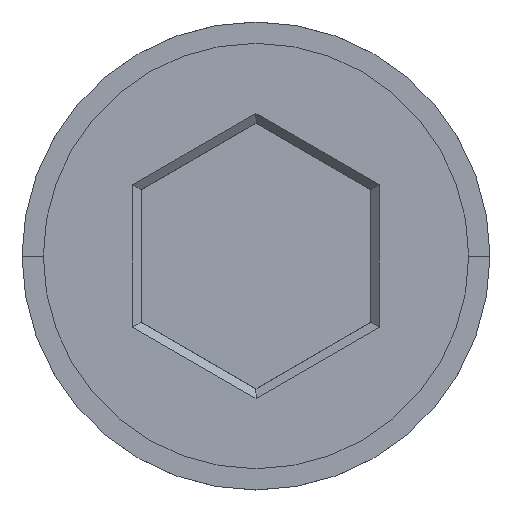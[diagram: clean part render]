
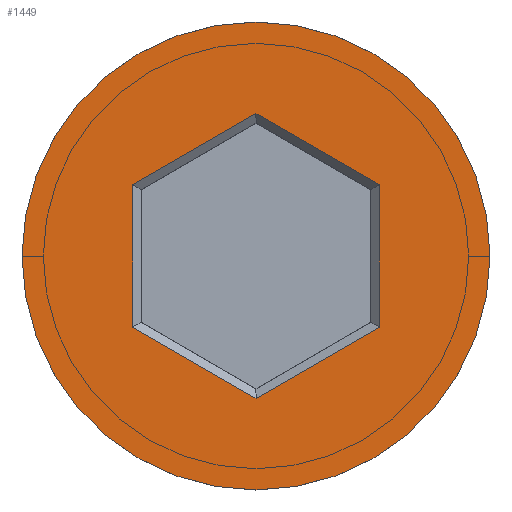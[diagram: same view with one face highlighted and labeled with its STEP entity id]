
A CAD part, top view. The second image highlights one B-rep face of the part: STEP entity #1449.
In plain terms, the highlighted planar face has unit normal (0, 0, 1).
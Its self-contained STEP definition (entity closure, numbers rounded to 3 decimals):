
#66 = CARTESIAN_POINT ( 'NONE',  ( 0., -3.349, 0. ) ) ;
#71 = ORIENTED_EDGE ( 'NONE', *, *, #208, .T. ) ;
#80 = ORIENTED_EDGE ( 'NONE', *, *, #674, .T. ) ;
#105 = LINE ( 'NONE', #545, #1431 ) ;
#138 = DIRECTION ( 'NONE',  ( 1., 0., 0. ) ) ;
#154 = ORIENTED_EDGE ( 'NONE', *, *, #1318, .T. ) ;
#164 = DIRECTION ( 'NONE',  ( 1., 0., 0. ) ) ;
#177 = ORIENTED_EDGE ( 'NONE', *, *, #975, .T. ) ;
#179 = DIRECTION ( 'NONE',  ( 0., 0., 1. ) ) ;
#186 = VERTEX_POINT ( 'NONE', #706 ) ;
#208 = EDGE_CURVE ( 'NONE', #1056, #261, #810, .T. ) ;
#216 = ORIENTED_EDGE ( 'NONE', *, *, #519, .T. ) ;
#220 = AXIS2_PLACEMENT_3D ( 'NONE', #293, #739, #138 ) ;
#240 = CARTESIAN_POINT ( 'NONE',  ( 2.9, 1.674, 0. ) ) ;
#261 = VERTEX_POINT ( 'NONE', #1248 ) ;
#293 = CARTESIAN_POINT ( 'NONE',  ( 0., 0., 0. ) ) ;
#319 = CARTESIAN_POINT ( 'NONE',  ( 0.1, -3.291, 0. ) ) ;
#407 = CARTESIAN_POINT ( 'NONE',  ( -2.9, -1.674, 0. ) ) ;
#409 = VERTEX_POINT ( 'NONE', #497 ) ;
#431 = DIRECTION ( 'NONE',  ( -0.866, 0.5, 0. ) ) ;
#440 = EDGE_LOOP ( 'NONE', ( #1304, #71, #643, #714, #154, #80 ) ) ;
#445 = VECTOR ( 'NONE', #1365, 1000. ) ;
#466 = CARTESIAN_POINT ( 'NONE',  ( -2.9, 1.559, 0. ) ) ;
#483 = AXIS2_PLACEMENT_3D ( 'NONE', #740, #1368, #164 ) ;
#492 = EDGE_CURVE ( 'NONE', #1041, #1056, #105, .T. ) ;
#497 = CARTESIAN_POINT ( 'NONE',  ( 5.5, 0., 0. ) ) ;
#515 = AXIS2_PLACEMENT_3D ( 'NONE', #865, #179, #960 ) ;
#519 = EDGE_CURVE ( 'NONE', #409, #186, #933, .T. ) ;
#545 = CARTESIAN_POINT ( 'NONE',  ( -2.8, -1.732, 0. ) ) ;
#557 = DIRECTION ( 'NONE',  ( 0.866, -0.5, 0. ) ) ;
#570 = DIRECTION ( 'NONE',  ( 0., 1., 0. ) ) ;
#609 = VERTEX_POINT ( 'NONE', #813 ) ;
#631 = LINE ( 'NONE', #883, #1155 ) ;
#640 = LINE ( 'NONE', #319, #751 ) ;
#643 = ORIENTED_EDGE ( 'NONE', *, *, #1220, .T. ) ;
#649 = CARTESIAN_POINT ( 'NONE',  ( 2.9, -1.674, 0. ) ) ;
#674 = EDGE_CURVE ( 'NONE', #968, #1041, #640, .T. ) ;
#706 = CARTESIAN_POINT ( 'NONE',  ( -5.5, 0., 0. ) ) ;
#714 = ORIENTED_EDGE ( 'NONE', *, *, #1281, .T. ) ;
#725 = PLANE ( 'NONE',  #515 ) ;
#739 = DIRECTION ( 'NONE',  ( 0., 0., 1. ) ) ;
#740 = CARTESIAN_POINT ( 'NONE',  ( 0., 0., 0. ) ) ;
#751 = VECTOR ( 'NONE', #766, 1000. ) ;
#766 = DIRECTION ( 'NONE',  ( -0.866, -0.5, 0. ) ) ;
#810 = LINE ( 'NONE', #466, #1251 ) ;
#813 = CARTESIAN_POINT ( 'NONE',  ( 0., 3.349, 0. ) ) ;
#865 = CARTESIAN_POINT ( 'NONE',  ( 0., 0., 0. ) ) ;
#869 = DIRECTION ( 'NONE',  ( 0., -1., 0. ) ) ;
#883 = CARTESIAN_POINT ( 'NONE',  ( 2.9, -1.559, 0. ) ) ;
#921 = LINE ( 'NONE', #928, #445 ) ;
#928 = CARTESIAN_POINT ( 'NONE',  ( -0.1, 3.291, 0. ) ) ;
#933 = CIRCLE ( 'NONE', #220, 5.5 ) ;
#949 = FACE_BOUND ( 'NONE', #440, .T. ) ;
#960 = DIRECTION ( 'NONE',  ( 1., 0., 0. ) ) ;
#964 = LINE ( 'NONE', #1407, #1337 ) ;
#968 = VERTEX_POINT ( 'NONE', #649 ) ;
#975 = EDGE_CURVE ( 'NONE', #186, #409, #1401, .T. ) ;
#1041 = VERTEX_POINT ( 'NONE', #66 ) ;
#1044 = EDGE_LOOP ( 'NONE', ( #216, #177 ) ) ;
#1056 = VERTEX_POINT ( 'NONE', #407 ) ;
#1144 = VERTEX_POINT ( 'NONE', #240 ) ;
#1155 = VECTOR ( 'NONE', #869, 1000. ) ;
#1220 = EDGE_CURVE ( 'NONE', #261, #609, #921, .T. ) ;
#1248 = CARTESIAN_POINT ( 'NONE',  ( -2.9, 1.674, 0. ) ) ;
#1251 = VECTOR ( 'NONE', #570, 1000. ) ;
#1281 = EDGE_CURVE ( 'NONE', #609, #1144, #964, .T. ) ;
#1304 = ORIENTED_EDGE ( 'NONE', *, *, #492, .T. ) ;
#1318 = EDGE_CURVE ( 'NONE', #1144, #968, #631, .T. ) ;
#1337 = VECTOR ( 'NONE', #557, 1000. ) ;
#1365 = DIRECTION ( 'NONE',  ( 0.866, 0.5, 0. ) ) ;
#1368 = DIRECTION ( 'NONE',  ( 0., 0., 1. ) ) ;
#1396 = FACE_OUTER_BOUND ( 'NONE', #1044, .T. ) ;
#1401 = CIRCLE ( 'NONE', #483, 5.5 ) ;
#1407 = CARTESIAN_POINT ( 'NONE',  ( 2.8, 1.732, 0. ) ) ;
#1431 = VECTOR ( 'NONE', #431, 1000. ) ;
#1449 = ADVANCED_FACE ( 'NONE', ( #949, #1396 ), #725, .T. ) ;
